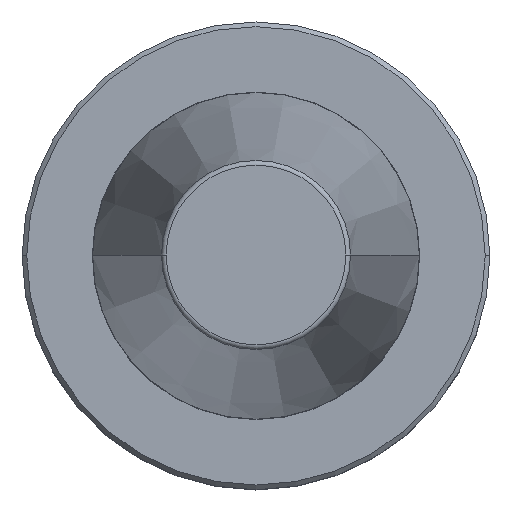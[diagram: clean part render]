
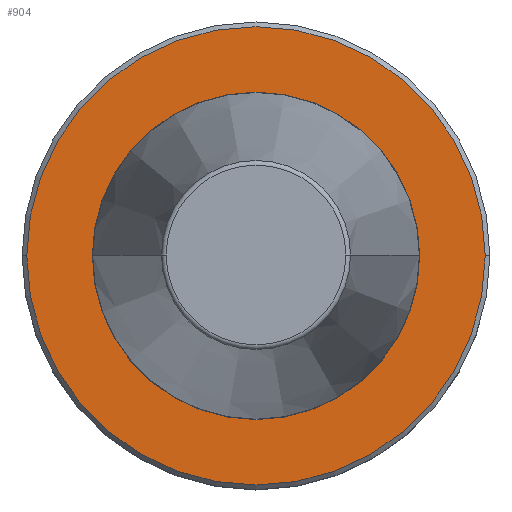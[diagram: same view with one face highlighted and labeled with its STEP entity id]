
A CAD part, top view. The second image highlights one B-rep face of the part: STEP entity #904.
In plain terms, the highlighted planar face has unit normal (0, 0, 1).
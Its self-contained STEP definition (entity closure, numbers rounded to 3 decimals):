
#2 = CARTESIAN_POINT ( 'NONE',  ( 35., 0., -3. ) ) ;
#15 = CIRCLE ( 'NONE', #473, 49. ) ;
#27 = ORIENTED_EDGE ( 'NONE', *, *, #641, .F. ) ;
#69 = CARTESIAN_POINT ( 'NONE',  ( 49., 0., -3. ) ) ;
#95 = DIRECTION ( 'NONE',  ( 1., 0., 0. ) ) ;
#97 = VERTEX_POINT ( 'NONE', #907 ) ;
#99 = EDGE_LOOP ( 'NONE', ( #27, #291 ) ) ;
#136 = DIRECTION ( 'NONE',  ( 0., 0., 1. ) ) ;
#155 = CARTESIAN_POINT ( 'NONE',  ( 0., 35., -3. ) ) ;
#163 = FACE_BOUND ( 'NONE', #99, .T. ) ;
#165 = CIRCLE ( 'NONE', #244, 49. ) ;
#212 = AXIS2_PLACEMENT_3D ( 'NONE', #995, #773, #95 ) ;
#221 = DIRECTION ( 'NONE',  ( 1., 0., 0. ) ) ;
#234 = VERTEX_POINT ( 'NONE', #683 ) ;
#244 = AXIS2_PLACEMENT_3D ( 'NONE', #480, #1001, #221 ) ;
#252 = AXIS2_PLACEMENT_3D ( 'NONE', #155, #312, #866 ) ;
#291 = ORIENTED_EDGE ( 'NONE', *, *, #306, .F. ) ;
#306 = EDGE_CURVE ( 'NONE', #97, #845, #925, .T. ) ;
#312 = DIRECTION ( 'NONE',  ( 0., 0., -1. ) ) ;
#340 = FACE_OUTER_BOUND ( 'NONE', #958, .T. ) ;
#420 = CARTESIAN_POINT ( 'NONE',  ( 0., 0., -3. ) ) ;
#445 = ORIENTED_EDGE ( 'NONE', *, *, #737, .T. ) ;
#452 = ORIENTED_EDGE ( 'NONE', *, *, #521, .T. ) ;
#473 = AXIS2_PLACEMENT_3D ( 'NONE', #631, #136, #700 ) ;
#480 = CARTESIAN_POINT ( 'NONE',  ( 0., 0., -3. ) ) ;
#512 = DIRECTION ( 'NONE',  ( 1., 0., 0. ) ) ;
#521 = EDGE_CURVE ( 'NONE', #234, #842, #165, .T. ) ;
#631 = CARTESIAN_POINT ( 'NONE',  ( 0., 0., -3. ) ) ;
#640 = CIRCLE ( 'NONE', #976, 35. ) ;
#641 = EDGE_CURVE ( 'NONE', #845, #97, #640, .T. ) ;
#683 = CARTESIAN_POINT ( 'NONE',  ( -49., 0., -3. ) ) ;
#700 = DIRECTION ( 'NONE',  ( 1., 0., 0. ) ) ;
#712 = PLANE ( 'NONE',  #252 ) ;
#737 = EDGE_CURVE ( 'NONE', #842, #234, #15, .T. ) ;
#773 = DIRECTION ( 'NONE',  ( 0., 0., 1. ) ) ;
#842 = VERTEX_POINT ( 'NONE', #69 ) ;
#845 = VERTEX_POINT ( 'NONE', #2 ) ;
#866 = DIRECTION ( 'NONE',  ( -1., 0., 0. ) ) ;
#904 = ADVANCED_FACE ( 'NONE', ( #163, #340 ), #712, .F. ) ;
#907 = CARTESIAN_POINT ( 'NONE',  ( -35., 0., -3. ) ) ;
#925 = CIRCLE ( 'NONE', #212, 35. ) ;
#958 = EDGE_LOOP ( 'NONE', ( #452, #445 ) ) ;
#976 = AXIS2_PLACEMENT_3D ( 'NONE', #420, #979, #512 ) ;
#979 = DIRECTION ( 'NONE',  ( 0., 0., 1. ) ) ;
#995 = CARTESIAN_POINT ( 'NONE',  ( 0., 0., -3. ) ) ;
#1001 = DIRECTION ( 'NONE',  ( 0., 0., 1. ) ) ;
